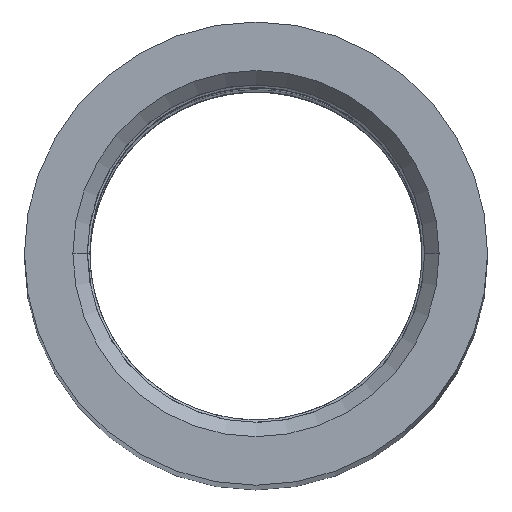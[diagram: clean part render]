
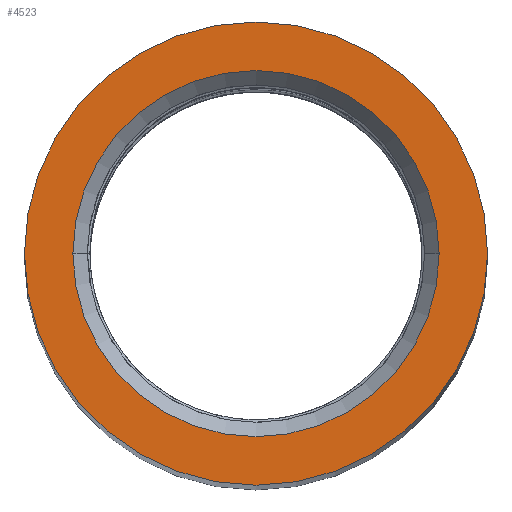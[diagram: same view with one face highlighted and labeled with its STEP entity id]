
A CAD part, top view. The second image highlights one B-rep face of the part: STEP entity #4523.
In plain terms, the highlighted planar face has unit normal (0, 0, 1).
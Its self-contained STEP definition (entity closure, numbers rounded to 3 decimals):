
#37 = EDGE_CURVE ( 'NONE', #1308, #2716, #4798, .T. ) ;
#128 = CARTESIAN_POINT ( 'NONE',  ( 0., 0., 190. ) ) ;
#154 = ORIENTED_EDGE ( 'NONE', *, *, #1822, .T. ) ;
#311 = AXIS2_PLACEMENT_3D ( 'NONE', #539, #2779, #2687 ) ;
#539 = CARTESIAN_POINT ( 'NONE',  ( 0., 0., 190. ) ) ;
#557 = DIRECTION ( 'NONE',  ( 1., 0., 0. ) ) ;
#696 = DIRECTION ( 'NONE',  ( 0., 0., 1. ) ) ;
#789 = DIRECTION ( 'NONE',  ( 0., 0., 1. ) ) ;
#884 = FACE_OUTER_BOUND ( 'NONE', #3954, .T. ) ;
#1123 = VERTEX_POINT ( 'NONE', #8549 ) ;
#1163 = DIRECTION ( 'NONE',  ( 0., 0., -1. ) ) ;
#1246 = CIRCLE ( 'NONE', #5292, 12.65 ) ;
#1308 = VERTEX_POINT ( 'NONE', #4625 ) ;
#1560 = EDGE_CURVE ( 'NONE', #6397, #1123, #1246, .T. ) ;
#1822 = EDGE_CURVE ( 'NONE', #2716, #1308, #2439, .T. ) ;
#2188 = EDGE_CURVE ( 'NONE', #1123, #6397, #4440, .T. ) ;
#2439 = CIRCLE ( 'NONE', #3633, 16. ) ;
#2687 = DIRECTION ( 'NONE',  ( 1., 0., 0. ) ) ;
#2716 = VERTEX_POINT ( 'NONE', #3754 ) ;
#2779 = DIRECTION ( 'NONE',  ( 0., 0., 1. ) ) ;
#3315 = CARTESIAN_POINT ( 'NONE',  ( 0., 0., 190. ) ) ;
#3633 = AXIS2_PLACEMENT_3D ( 'NONE', #6415, #696, #5898 ) ;
#3754 = CARTESIAN_POINT ( 'NONE',  ( -16., 0., 190. ) ) ;
#3954 = EDGE_LOOP ( 'NONE', ( #154, #6945 ) ) ;
#4440 = CIRCLE ( 'NONE', #8911, 12.65 ) ;
#4489 = DIRECTION ( 'NONE',  ( 1., 0., 0. ) ) ;
#4523 = ADVANCED_FACE ( 'NONE', ( #5104, #884 ), #7342, .T. ) ;
#4625 = CARTESIAN_POINT ( 'NONE',  ( 16., 0., 190. ) ) ;
#4642 = DIRECTION ( 'NONE',  ( 1., 0., 0. ) ) ;
#4798 = CIRCLE ( 'NONE', #311, 16. ) ;
#4978 = CARTESIAN_POINT ( 'NONE',  ( -12.65, 0., 190. ) ) ;
#5025 = ORIENTED_EDGE ( 'NONE', *, *, #1560, .T. ) ;
#5104 = FACE_BOUND ( 'NONE', #7321, .T. ) ;
#5292 = AXIS2_PLACEMENT_3D ( 'NONE', #3315, #1163, #557 ) ;
#5898 = DIRECTION ( 'NONE',  ( 1., 0., 0. ) ) ;
#6055 = DIRECTION ( 'NONE',  ( 0., 0., -1. ) ) ;
#6397 = VERTEX_POINT ( 'NONE', #4978 ) ;
#6415 = CARTESIAN_POINT ( 'NONE',  ( 0., 0., 190. ) ) ;
#6813 = ORIENTED_EDGE ( 'NONE', *, *, #2188, .T. ) ;
#6945 = ORIENTED_EDGE ( 'NONE', *, *, #37, .T. ) ;
#7321 = EDGE_LOOP ( 'NONE', ( #6813, #5025 ) ) ;
#7342 = PLANE ( 'NONE',  #8640 ) ;
#7580 = CARTESIAN_POINT ( 'NONE',  ( 0., 0., 190. ) ) ;
#8549 = CARTESIAN_POINT ( 'NONE',  ( 12.65, 0., 190. ) ) ;
#8640 = AXIS2_PLACEMENT_3D ( 'NONE', #128, #789, #4489 ) ;
#8911 = AXIS2_PLACEMENT_3D ( 'NONE', #7580, #6055, #4642 ) ;
